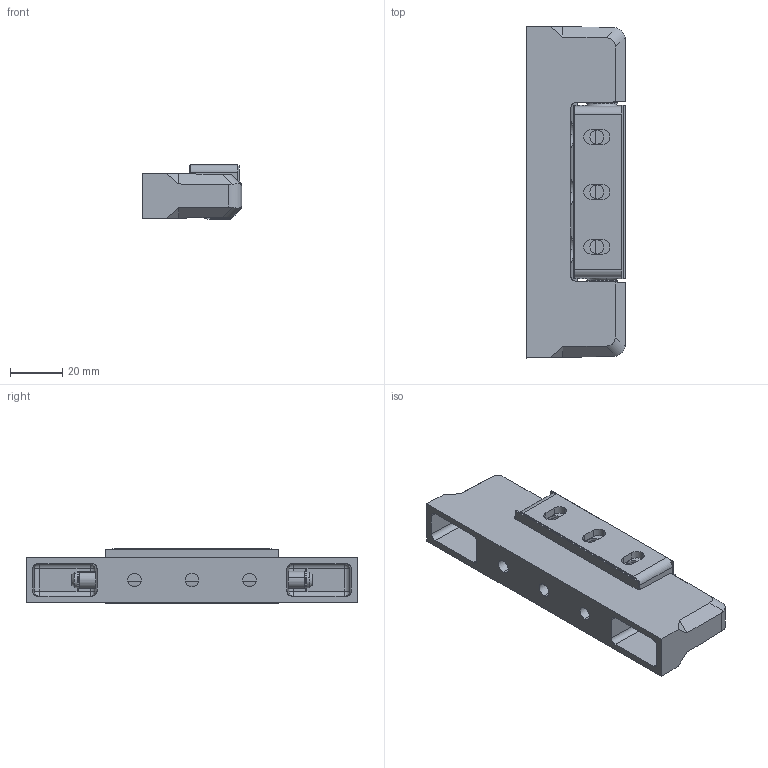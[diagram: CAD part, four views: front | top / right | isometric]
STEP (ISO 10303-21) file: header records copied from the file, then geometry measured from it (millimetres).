
FILE_DESCRIPTION (( 'STEP AP203' ), '1' );
FILE_NAME ('FB-613-3.STEP', '2016-08-23T08:01:43', ( '' ), ( '' ), 'SwSTEP 2.0', 'SolidWorks 2014', '' );
FILE_SCHEMA (( 'CONFIG_CONTROL_DESIGN' ));
Length unit declared in the file: millimetre
Products named in the file (8): FB-613取付板_; FB-613シャフト_; FB-613ハト目; FB-613カバー_; FB-613ワッシャー; FB-613本体__FB-613-3; FB-613-3; FB-613調整板_
Assembly tree (10 placements, depth 2):
  FB-613-3
    FB-613本体__FB-613-3
    FB-613取付板_
    FB-613カバー_
    FB-613調整板_
    FB-613シャフト_  x2
    FB-613ワッシャー  x2
    FB-613ハト目  x2
Bounding box: 38 x 127 x 21 mm (x, y, z)
Volume: 43240 mm3; surface area: 33530.4 mm2
Topology: 10 solids, 10 shells, 253 faces, 606 edges, 384 vertices
Faces by surface type: cylinder 108, plane 101, cone 20, torus 16, sphere 8
Entity records: 7470 total; most frequent: CARTESIAN_POINT 1386, DIRECTION 1112, ORIENTED_EDGE 1056, EDGE_CURVE 528, AXIS2_PLACEMENT_3D 402, VERTEX_POINT 334, VECTOR 308, LINE 308
